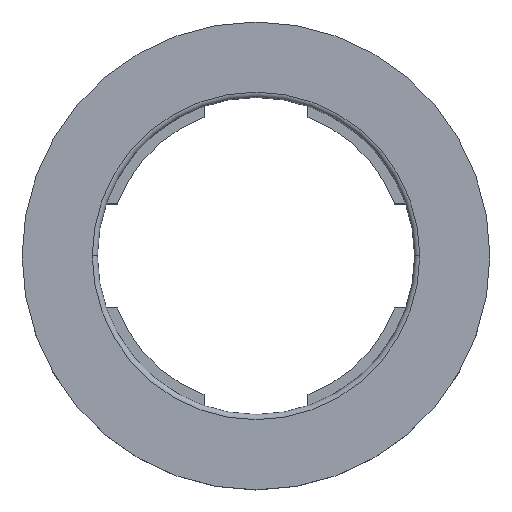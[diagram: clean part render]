
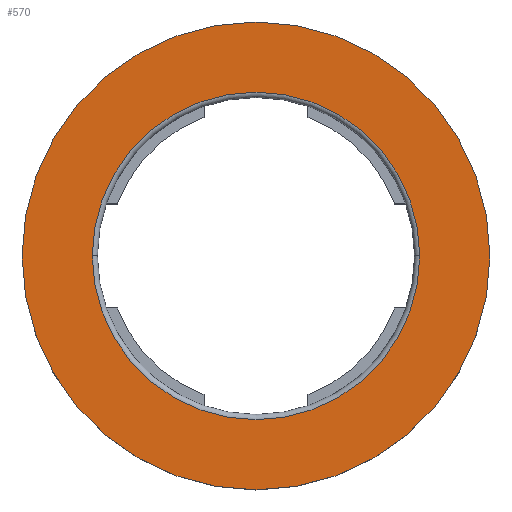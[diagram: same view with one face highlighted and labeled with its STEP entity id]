
A CAD part, top view. The second image highlights one B-rep face of the part: STEP entity #570.
In plain terms, the highlighted planar face has unit normal (0, 0, 1).
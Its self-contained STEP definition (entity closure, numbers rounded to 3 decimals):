
#64 = DIRECTION ( 'NONE',  ( 1., 0., 0. ) ) ;
#65 = DIRECTION ( 'NONE',  ( 0., 0., 1. ) ) ;
#66 = CARTESIAN_POINT ( 'NONE',  ( 0., 0., 1.3 ) ) ;
#67 = DIRECTION ( 'NONE',  ( 1., 0., 0. ) ) ;
#68 = DIRECTION ( 'NONE',  ( 0., 0., -1. ) ) ;
#69 = CARTESIAN_POINT ( 'NONE',  ( 0., 0., 1.3 ) ) ;
#133 = DIRECTION ( 'NONE',  ( 1., 0., 0. ) ) ;
#134 = DIRECTION ( 'NONE',  ( 0., 0., 1. ) ) ;
#135 = CARTESIAN_POINT ( 'NONE',  ( 0., 0., 1.3 ) ) ;
#188 = CARTESIAN_POINT ( 'NONE',  ( -4.5, 0., 1.3 ) ) ;
#233 = CARTESIAN_POINT ( 'NONE',  ( 0., 0., 1.3 ) ) ;
#235 = DIRECTION ( 'NONE',  ( 1., 0., 0. ) ) ;
#236 = DIRECTION ( 'NONE',  ( 0., 0., -1. ) ) ;
#272 = DIRECTION ( 'NONE',  ( 0., 0., 1. ) ) ;
#274 = CARTESIAN_POINT ( 'NONE',  ( 0., 0., 1.3 ) ) ;
#276 = DIRECTION ( 'NONE',  ( 1., 0., 0. ) ) ;
#278 = PLANE ( 'NONE',  #807 ) ;
#295 = CARTESIAN_POINT ( 'NONE',  ( -3.15, 0., 1.3 ) ) ;
#320 = CARTESIAN_POINT ( 'NONE',  ( 4.5, 0., 1.3 ) ) ;
#337 = CARTESIAN_POINT ( 'NONE',  ( 3.15, 0., 1.3 ) ) ;
#366 = CIRCLE ( 'NONE', #778, 3.15 ) ;
#396 = CIRCLE ( 'NONE', #770, 4.5 ) ;
#409 = CIRCLE ( 'NONE', #761, 4.5 ) ;
#426 = CIRCLE ( 'NONE', #762, 3.15 ) ;
#450 = FACE_BOUND ( 'NONE', #524, .T. ) ;
#459 = FACE_OUTER_BOUND ( 'NONE', #510, .T. ) ;
#510 = EDGE_LOOP ( 'NONE', ( #741, #642 ) ) ;
#513 = VERTEX_POINT ( 'NONE', #337 ) ;
#524 = EDGE_LOOP ( 'NONE', ( #712, #734 ) ) ;
#546 = VERTEX_POINT ( 'NONE', #295 ) ;
#551 = VERTEX_POINT ( 'NONE', #320 ) ;
#570 = ADVANCED_FACE ( 'NONE', ( #450, #459 ), #278, .T. ) ;
#642 = ORIENTED_EDGE ( 'NONE', *, *, #843, .T. ) ;
#693 = VERTEX_POINT ( 'NONE', #188 ) ;
#712 = ORIENTED_EDGE ( 'NONE', *, *, #871, .T. ) ;
#734 = ORIENTED_EDGE ( 'NONE', *, *, #833, .T. ) ;
#741 = ORIENTED_EDGE ( 'NONE', *, *, #872, .T. ) ;
#761 = AXIS2_PLACEMENT_3D ( 'NONE', #66, #65, #64 ) ;
#762 = AXIS2_PLACEMENT_3D ( 'NONE', #69, #68, #67 ) ;
#770 = AXIS2_PLACEMENT_3D ( 'NONE', #135, #134, #133 ) ;
#778 = AXIS2_PLACEMENT_3D ( 'NONE', #233, #236, #235 ) ;
#807 = AXIS2_PLACEMENT_3D ( 'NONE', #274, #272, #276 ) ;
#833 = EDGE_CURVE ( 'NONE', #546, #513, #366, .T. ) ;
#843 = EDGE_CURVE ( 'NONE', #551, #693, #396, .T. ) ;
#871 = EDGE_CURVE ( 'NONE', #513, #546, #426, .T. ) ;
#872 = EDGE_CURVE ( 'NONE', #693, #551, #409, .T. ) ;
